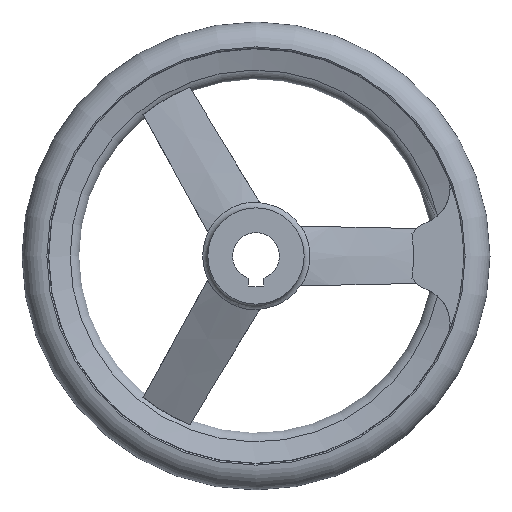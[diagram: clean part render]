
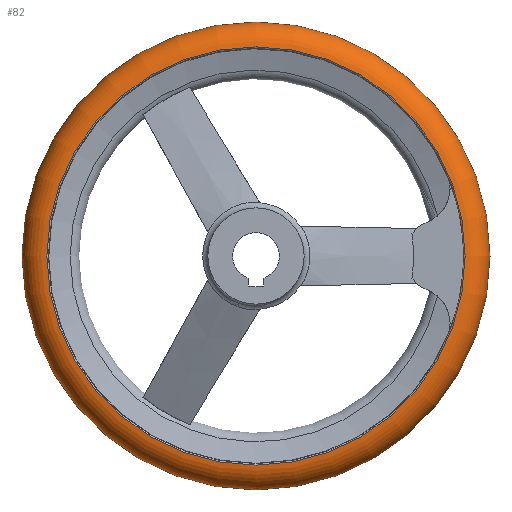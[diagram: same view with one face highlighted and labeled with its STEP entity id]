
A CAD part, front view. The second image highlights one B-rep face of the part: STEP entity #82.
In plain terms, the highlighted toroidal (fillet/blend) face has major radius 80 mm and minor radius 10 mm.
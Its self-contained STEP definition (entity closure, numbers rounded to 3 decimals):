
#82 = ADVANCED_FACE( '', ( #197, #198, #199 ), #200, .T. );
#197 = FACE_BOUND( '', #353, .T. );
#198 = FACE_OUTER_BOUND( '', #354, .T. );
#199 = FACE_OUTER_BOUND( '', #355, .T. );
#200 = TOROIDAL_SURFACE( '', #356, 80., 10. );
#353 = VERTEX_LOOP( '', #538 );
#354 = EDGE_LOOP( '', ( #539 ) );
#355 = EDGE_LOOP( '', ( #540 ) );
#356 = AXIS2_PLACEMENT_3D( '', #541, #542, #543 );
#538 = VERTEX_POINT( '', #918 );
#539 = ORIENTED_EDGE( '', *, *, #919, .T. );
#540 = ORIENTED_EDGE( '', *, *, #920, .F. );
#541 = CARTESIAN_POINT( '', ( 0., 32.5, 0. ) );
#542 = DIRECTION( '', ( 0., -1., 0. ) );
#543 = DIRECTION( '', ( 0., 0., -1. ) );
#918 = CARTESIAN_POINT( '', ( 0., 32.5, -90. ) );
#919 = EDGE_CURVE( '', #1103, #1103, #1104, .T. );
#920 = EDGE_CURVE( '', #1105, #1105, #1106, .T. );
#1103 = VERTEX_POINT( '', #1420 );
#1104 = CIRCLE( '', #1421, 80.417 );
#1105 = VERTEX_POINT( '', #1422 );
#1106 = CIRCLE( '', #1423, 80.417 );
#1420 = CARTESIAN_POINT( '', ( 0., 42.491, -80.417 ) );
#1421 = AXIS2_PLACEMENT_3D( '', #2030, #2031, #2032 );
#1422 = CARTESIAN_POINT( '', ( 0., 22.509, -80.417 ) );
#1423 = AXIS2_PLACEMENT_3D( '', #2033, #2034, #2035 );
#2030 = CARTESIAN_POINT( '', ( 0., 42.491, 0. ) );
#2031 = DIRECTION( '', ( 0., -1., 0. ) );
#2032 = DIRECTION( '', ( 0., 0., -1. ) );
#2033 = CARTESIAN_POINT( '', ( 0., 22.509, 0. ) );
#2034 = DIRECTION( '', ( 0., -1., 0. ) );
#2035 = DIRECTION( '', ( 0., 0., -1. ) );
